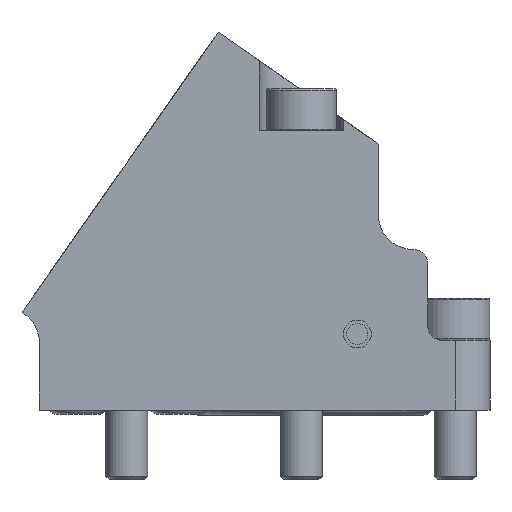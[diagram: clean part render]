
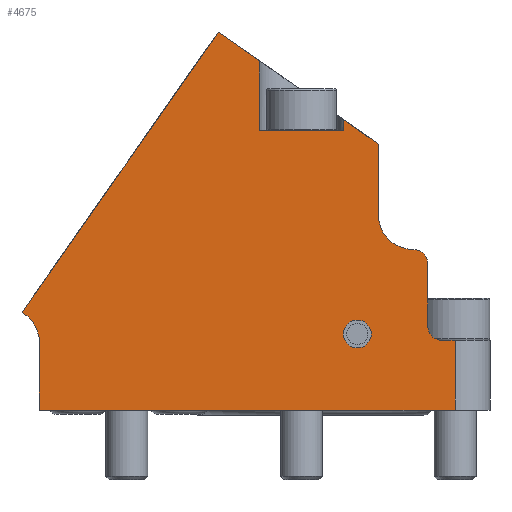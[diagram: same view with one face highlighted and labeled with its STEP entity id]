
A CAD part, left-side view. The second image highlights one B-rep face of the part: STEP entity #4675.
In plain terms, the highlighted planar face has unit normal (-1, 0, 0).
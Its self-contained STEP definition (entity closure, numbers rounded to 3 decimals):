
#297=LINE('',#7502,#438);
#300=LINE('',#7509,#441);
#304=LINE('',#7516,#445);
#305=LINE('',#7613,#446);
#329=LINE('',#7706,#470);
#333=LINE('',#7716,#474);
#335=LINE('',#7724,#476);
#337=LINE('',#7727,#478);
#338=LINE('',#7731,#479);
#341=LINE('',#7739,#482);
#343=LINE('',#7742,#484);
#346=LINE('',#7748,#487);
#349=LINE('',#7752,#490);
#438=VECTOR('',#6263,1000.);
#441=VECTOR('',#6268,1000.);
#445=VECTOR('',#6274,1000.);
#446=VECTOR('',#6355,1000.);
#470=VECTOR('',#6443,1000.);
#474=VECTOR('',#6453,1000.);
#476=VECTOR('',#6461,1000.);
#478=VECTOR('',#6463,1000.);
#479=VECTOR('',#6468,1000.);
#482=VECTOR('',#6477,1000.);
#484=VECTOR('',#6481,1000.);
#487=VECTOR('',#6490,1000.);
#490=VECTOR('',#6495,1000.);
#1305=ORIENTED_EDGE('',*,*,#1678,.T.);
#1306=ORIENTED_EDGE('',*,*,#1655,.T.);
#1307=ORIENTED_EDGE('',*,*,#1648,.T.);
#1308=ORIENTED_EDGE('',*,*,#1651,.F.);
#1309=ORIENTED_EDGE('',*,*,#1736,.T.);
#1310=ORIENTED_EDGE('',*,*,#1730,.T.);
#1311=ORIENTED_EDGE('',*,*,#1728,.T.);
#1312=ORIENTED_EDGE('',*,*,#1725,.T.);
#1313=ORIENTED_EDGE('',*,*,#1747,.F.);
#1314=ORIENTED_EDGE('',*,*,#1680,.F.);
#1315=ORIENTED_EDGE('',*,*,#1750,.T.);
#1316=ORIENTED_EDGE('',*,*,#1703,.F.);
#1317=ORIENTED_EDGE('',*,*,#1744,.F.);
#1318=ORIENTED_EDGE('',*,*,#1693,.T.);
#1319=ORIENTED_EDGE('',*,*,#1742,.T.);
#1320=ORIENTED_EDGE('',*,*,#1740,.T.);
#1321=ORIENTED_EDGE('',*,*,#1738,.T.);
#1322=ORIENTED_EDGE('',*,*,#1734,.T.);
#1648=EDGE_CURVE('',#2042,#2041,#297,.T.);
#1651=EDGE_CURVE('',#2044,#2041,#300,.T.);
#1655=EDGE_CURVE('',#2045,#2042,#304,.T.);
#1678=EDGE_CURVE('',#2066,#2066,#2339,.T.);
#1680=EDGE_CURVE('',#2068,#2069,#305,.T.);
#1693=EDGE_CURVE('',#2082,#2081,#2347,.T.);
#1703=EDGE_CURVE('',#2089,#2090,#2353,.T.);
#1725=EDGE_CURVE('',#2106,#2107,#329,.T.);
#1728=EDGE_CURVE('',#2108,#2106,#2362,.T.);
#1730=EDGE_CURVE('',#2109,#2108,#333,.T.);
#1734=EDGE_CURVE('',#2112,#2045,#335,.T.);
#1736=EDGE_CURVE('',#2044,#2109,#337,.T.);
#1738=EDGE_CURVE('',#2114,#2112,#338,.T.);
#1740=EDGE_CURVE('',#2115,#2114,#2366,.T.);
#1742=EDGE_CURVE('',#2081,#2115,#341,.T.);
#1744=EDGE_CURVE('',#2082,#2089,#343,.T.);
#1747=EDGE_CURVE('',#2069,#2107,#346,.T.);
#1750=EDGE_CURVE('',#2068,#2090,#349,.T.);
#2041=VERTEX_POINT('',#7501);
#2042=VERTEX_POINT('',#7503);
#2044=VERTEX_POINT('',#7508);
#2045=VERTEX_POINT('',#7513);
#2066=VERTEX_POINT('',#7608);
#2068=VERTEX_POINT('',#7612);
#2069=VERTEX_POINT('',#7614);
#2081=VERTEX_POINT('',#7641);
#2082=VERTEX_POINT('',#7643);
#2089=VERTEX_POINT('',#7662);
#2090=VERTEX_POINT('',#7664);
#2106=VERTEX_POINT('',#7707);
#2107=VERTEX_POINT('',#7708);
#2108=VERTEX_POINT('',#7713);
#2109=VERTEX_POINT('',#7717);
#2112=VERTEX_POINT('',#7725);
#2114=VERTEX_POINT('',#7732);
#2115=VERTEX_POINT('',#7736);
#2339=CIRCLE('',#5203,2.);
#2347=CIRCLE('',#5215,2.);
#2353=CIRCLE('',#5224,2.);
#2362=CIRCLE('',#5239,5.);
#2366=CIRCLE('',#5247,5.);
#2890=EDGE_LOOP('',(#1305));
#2891=EDGE_LOOP('',(#1306,#1307,#1308,#1309,#1310,#1311,#1312,#1313,#1314,
#1315,#1316,#1317,#1318,#1319,#1320,#1321,#1322));
#3432=FACE_BOUND('',#2890,.T.);
#3433=FACE_BOUND('',#2891,.T.);
#3587=PLANE('',#5257);
#4675=ADVANCED_FACE('',(#3432,#3433),#3587,.T.);
#5203=AXIS2_PLACEMENT_3D('',#7607,#6349,#6350);
#5215=AXIS2_PLACEMENT_3D('',#7642,#6380,#6381);
#5224=AXIS2_PLACEMENT_3D('',#7663,#6402,#6403);
#5239=AXIS2_PLACEMENT_3D('',#7712,#6448,#6449);
#5247=AXIS2_PLACEMENT_3D('',#7735,#6472,#6473);
#5257=AXIS2_PLACEMENT_3D('',#7759,#6505,#6506);
#6263=DIRECTION('',(0.,1.,0.));
#6268=DIRECTION('',(0.,0.,-1.));
#6274=DIRECTION('',(0.,0.,-1.));
#6349=DIRECTION('',(1.,0.,0.));
#6350=DIRECTION('',(0.,0.,1.));
#6355=DIRECTION('',(0.,0.,-1.));
#6380=DIRECTION('',(-1.,0.,0.));
#6381=DIRECTION('',(0.,0.,1.));
#6402=DIRECTION('',(-1.,0.,0.));
#6403=DIRECTION('',(0.,0.,1.));
#6443=DIRECTION('',(0.,0.,-1.));
#6448=DIRECTION('',(1.,0.,0.));
#6449=DIRECTION('',(0.,1.,0.));
#6453=DIRECTION('',(0.,0.574,-0.819));
#6461=DIRECTION('',(0.,0.819,0.574));
#6463=DIRECTION('',(0.,0.819,0.574));
#6468=DIRECTION('',(0.,0.,1.));
#6472=DIRECTION('',(1.,0.,0.));
#6473=DIRECTION('',(0.,-1.,0.));
#6477=DIRECTION('',(0.,1.,0.));
#6481=DIRECTION('',(0.,0.,-1.));
#6490=DIRECTION('',(0.,1.,0.));
#6495=DIRECTION('',(0.,1.,0.));
#6505=DIRECTION('',(-1.,0.,0.));
#6506=DIRECTION('',(0.,0.,1.));
#7501=CARTESIAN_POINT('',(-60.,33.,40.));
#7502=CARTESIAN_POINT('',(-60.,21.,40.));
#7503=CARTESIAN_POINT('',(-60.,21.,40.));
#7508=CARTESIAN_POINT('',(-60.,33.,50.004));
#7509=CARTESIAN_POINT('',(-60.,33.,144.973));
#7513=CARTESIAN_POINT('',(-60.,21.,41.601));
#7516=CARTESIAN_POINT('',(-60.,21.,144.973));
#7607=CARTESIAN_POINT('',(-60.,19.,10.9));
#7608=CARTESIAN_POINT('',(-60.,19.,12.9));
#7612=CARTESIAN_POINT('',(-60.,5.,10.));
#7613=CARTESIAN_POINT('',(-60.,5.,10.));
#7614=CARTESIAN_POINT('',(-60.,5.,0.));
#7641=CARTESIAN_POINT('',(-60.,10.9,23.));
#7642=CARTESIAN_POINT('',(-60.,10.9,21.));
#7643=CARTESIAN_POINT('',(-60.,8.9,21.));
#7662=CARTESIAN_POINT('',(-60.,8.9,12.));
#7663=CARTESIAN_POINT('',(-60.,6.9,12.));
#7664=CARTESIAN_POINT('',(-60.,6.9,10.));
#7706=CARTESIAN_POINT('',(-60.,64.5,0.));
#7707=CARTESIAN_POINT('',(-60.,64.5,9.663));
#7708=CARTESIAN_POINT('',(-60.,64.5,0.));
#7712=CARTESIAN_POINT('',(-60.,69.5,9.663));
#7713=CARTESIAN_POINT('',(-60.,67.001,13.993));
#7716=CARTESIAN_POINT('',(-60.,38.895,54.131));
#7717=CARTESIAN_POINT('',(-60.,38.895,54.131));
#7724=CARTESIAN_POINT('',(-60.,16.,38.1));
#7725=CARTESIAN_POINT('',(-60.,16.,38.1));
#7727=CARTESIAN_POINT('',(-60.,16.,38.1));
#7731=CARTESIAN_POINT('',(-60.,16.,28.));
#7732=CARTESIAN_POINT('',(-60.,16.,28.));
#7735=CARTESIAN_POINT('',(-60.,11.,28.));
#7736=CARTESIAN_POINT('',(-60.,11.,23.));
#7739=CARTESIAN_POINT('',(-60.,8.9,23.));
#7742=CARTESIAN_POINT('',(-60.,8.9,23.));
#7748=CARTESIAN_POINT('',(-60.,0.,0.));
#7752=CARTESIAN_POINT('',(-60.,0.,10.));
#7759=CARTESIAN_POINT('',(-60.,0.,10.));
